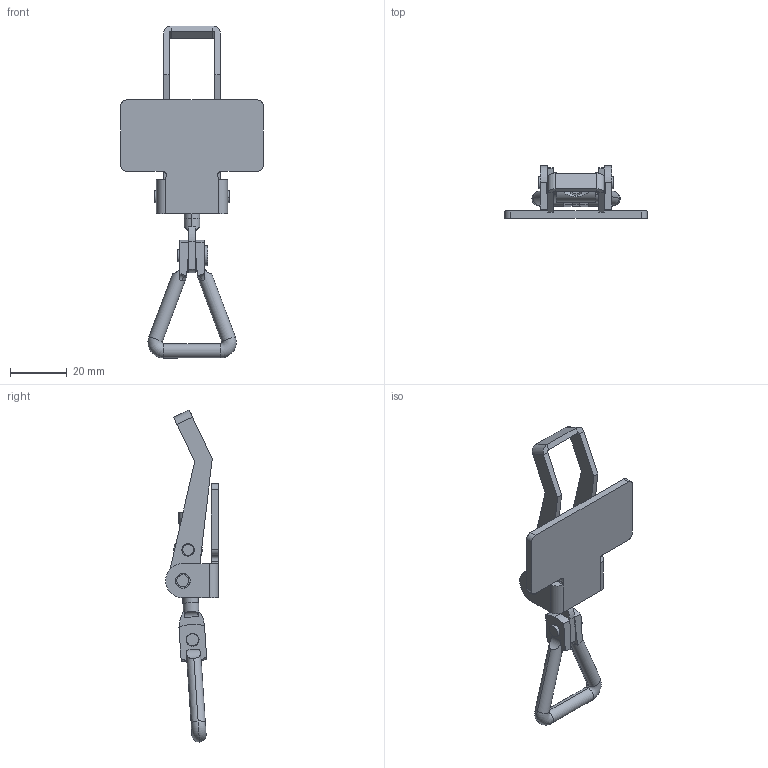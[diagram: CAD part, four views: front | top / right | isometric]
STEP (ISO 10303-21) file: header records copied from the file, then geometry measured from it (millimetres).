
FILE_DESCRIPTION (( 'STEP AP214' ), '1' );
FILE_NAME ('D12091BP - 120 SS1 wide plate Hinged.STEP', '2017-02-16T07:42:47', ( '' ), ( '' ), 'SwSTEP 2.0', 'SolidWorks 2015', '' );
FILE_SCHEMA (( 'AUTOMOTIVE_DESIGN' ));
Length unit declared in the file: millimetre
Products named in the file (8): skruv till ledad öggla; rulle; ring till ledad öggla; nitöggla; nit; bygel; Platta; D12091BP - 120 SS1 wide plate Hinged
Assembly tree (8 placements, depth 2):
  D12091BP - 120 SS1 wide plate Hinged
    Platta
    bygel
    nit  x2
    nitöggla
    ring till ledad öggla
    rulle
    skruv till ledad öggla
Bounding box: 50 x 18.47 x 116.63 mm (x, y, z)
Volume: 11348.6 mm3; surface area: 11503.8 mm2
Topology: 8 solids, 8 shells, 175 faces, 409 edges, 250 vertices
Faces by surface type: cylinder 78, plane 77, bspline 8, torus 8, cone 4
Entity records: 5644 total; most frequent: CARTESIAN_POINT 1427, DIRECTION 847, ORIENTED_EDGE 786, EDGE_CURVE 393, AXIS2_PLACEMENT_3D 323, VERTEX_POINT 242, VECTOR 201, LINE 201
